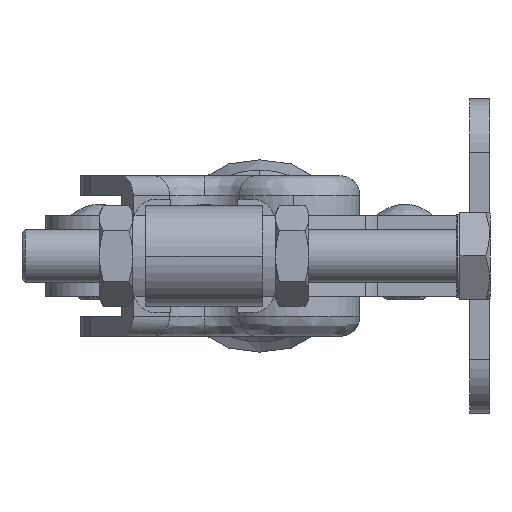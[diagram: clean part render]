
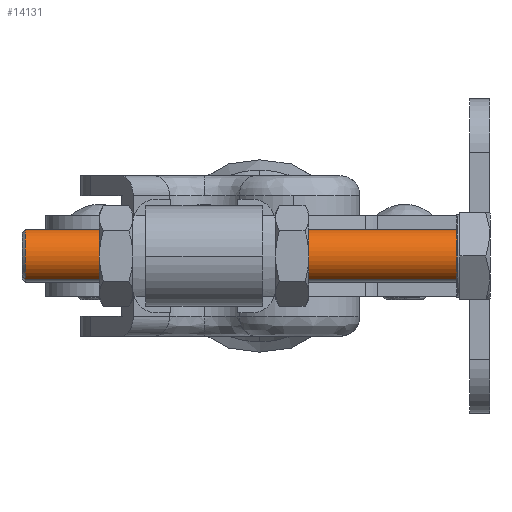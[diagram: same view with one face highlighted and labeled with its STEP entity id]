
A CAD part, left-side view. The second image highlights one B-rep face of the part: STEP entity #14131.
In plain terms, the highlighted cylindrical face has radius 4 mm (diameter 8 mm), a partial arc.
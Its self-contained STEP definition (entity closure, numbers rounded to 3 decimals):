
#278 = VERTEX_POINT ( 'NONE', #10190 ) ;
#860 = AXIS2_PLACEMENT_3D ( 'NONE', #5393, #13334, #6528 ) ;
#954 = DIRECTION ( 'NONE',  ( 0., -1., 0. ) ) ;
#1015 = CARTESIAN_POINT ( 'NONE',  ( 0., 69.5, 4. ) ) ;
#1205 = CARTESIAN_POINT ( 'NONE',  ( 0., 70., -4. ) ) ;
#1774 = DIRECTION ( 'NONE',  ( 0., -1., 0. ) ) ;
#2495 = ORIENTED_EDGE ( 'NONE', *, *, #4952, .T. ) ;
#2531 = CARTESIAN_POINT ( 'NONE',  ( 0., 5., -4. ) ) ;
#2720 = EDGE_CURVE ( 'NONE', #12252, #5325, #11587, .T. ) ;
#3228 = FACE_OUTER_BOUND ( 'NONE', #11041, .T. ) ;
#4700 = VERTEX_POINT ( 'NONE', #2531 ) ;
#4952 = EDGE_CURVE ( 'NONE', #4700, #5325, #7450, .T. ) ;
#5325 = VERTEX_POINT ( 'NONE', #12912 ) ;
#5327 = DIRECTION ( 'NONE',  ( 0., -1., 0. ) ) ;
#5393 = CARTESIAN_POINT ( 'NONE',  ( 0., 5., 0. ) ) ;
#5856 = CYLINDRICAL_SURFACE ( 'NONE', #14702, 4. ) ;
#6448 = VECTOR ( 'NONE', #13654, 1000. ) ;
#6528 = DIRECTION ( 'NONE',  ( 0., 0., 1. ) ) ;
#6774 = ORIENTED_EDGE ( 'NONE', *, *, #2720, .F. ) ;
#7162 = EDGE_CURVE ( 'NONE', #278, #4700, #9426, .T. ) ;
#7450 = CIRCLE ( 'NONE', #860, 4. ) ;
#7712 = DIRECTION ( 'NONE',  ( 0., 0., -1. ) ) ;
#8532 = CARTESIAN_POINT ( 'NONE',  ( 0., 69.5, 0. ) ) ;
#8574 = VECTOR ( 'NONE', #5327, 1000. ) ;
#8844 = CARTESIAN_POINT ( 'NONE',  ( 0., 70., 0. ) ) ;
#9426 = LINE ( 'NONE', #1205, #6448 ) ;
#9685 = DIRECTION ( 'NONE',  ( 0., 0., 1. ) ) ;
#10190 = CARTESIAN_POINT ( 'NONE',  ( 0., 69.5, -4. ) ) ;
#10228 = CIRCLE ( 'NONE', #10255, 4. ) ;
#10229 = EDGE_CURVE ( 'NONE', #12252, #278, #10228, .T. ) ;
#10255 = AXIS2_PLACEMENT_3D ( 'NONE', #8532, #1774, #9685 ) ;
#10284 = ORIENTED_EDGE ( 'NONE', *, *, #7162, .T. ) ;
#11041 = EDGE_LOOP ( 'NONE', ( #6774, #11858, #10284, #2495 ) ) ;
#11587 = LINE ( 'NONE', #14419, #8574 ) ;
#11858 = ORIENTED_EDGE ( 'NONE', *, *, #10229, .T. ) ;
#12252 = VERTEX_POINT ( 'NONE', #1015 ) ;
#12912 = CARTESIAN_POINT ( 'NONE',  ( 0., 5., 4. ) ) ;
#13334 = DIRECTION ( 'NONE',  ( 0., 1., 0. ) ) ;
#13654 = DIRECTION ( 'NONE',  ( 0., -1., 0. ) ) ;
#14131 = ADVANCED_FACE ( 'NONE', ( #3228 ), #5856, .T. ) ;
#14419 = CARTESIAN_POINT ( 'NONE',  ( 0., 70., 4. ) ) ;
#14702 = AXIS2_PLACEMENT_3D ( 'NONE', #8844, #954, #7712 ) ;
